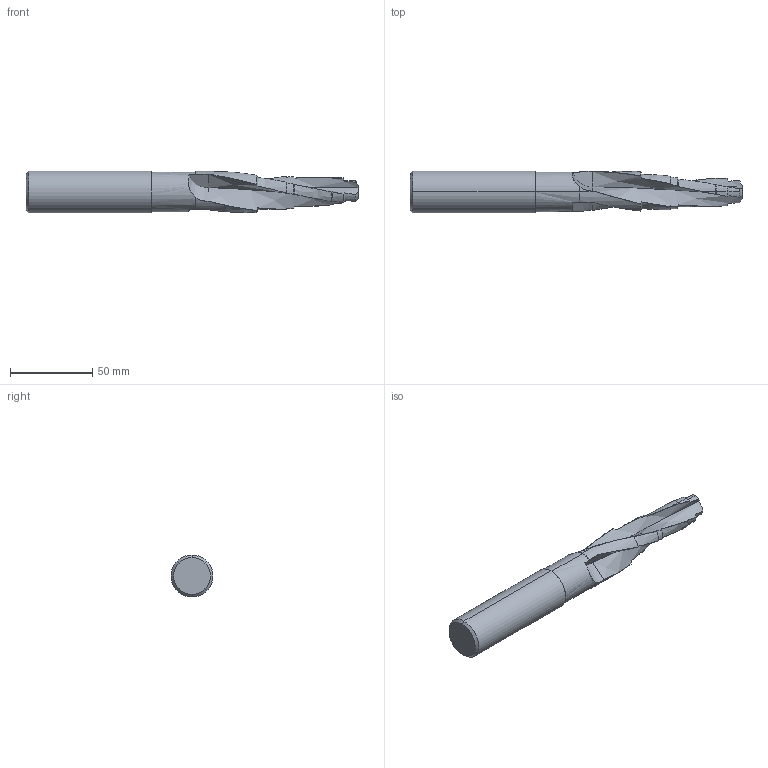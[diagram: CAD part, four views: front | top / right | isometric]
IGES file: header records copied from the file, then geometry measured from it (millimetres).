
Start section: SolidWorks IGES file using analytic representation for surfaces
Global section: file name: T-11-D-HSS.IGS; native system: SolidWorks 2014; preprocessor: SolidWorks 2014; author: Martin; date: 170614.110757; units: inch
Bounding box: 201.68 x 25.4 x 25.4 mm (x, y, z)
Surface area: 16205 mm2 (no closed solid volume)
Topology: 0 solids, 0 shells, 68 faces, 760 edges, 758 vertices
Faces by surface type: revolution 56, bspline 12
